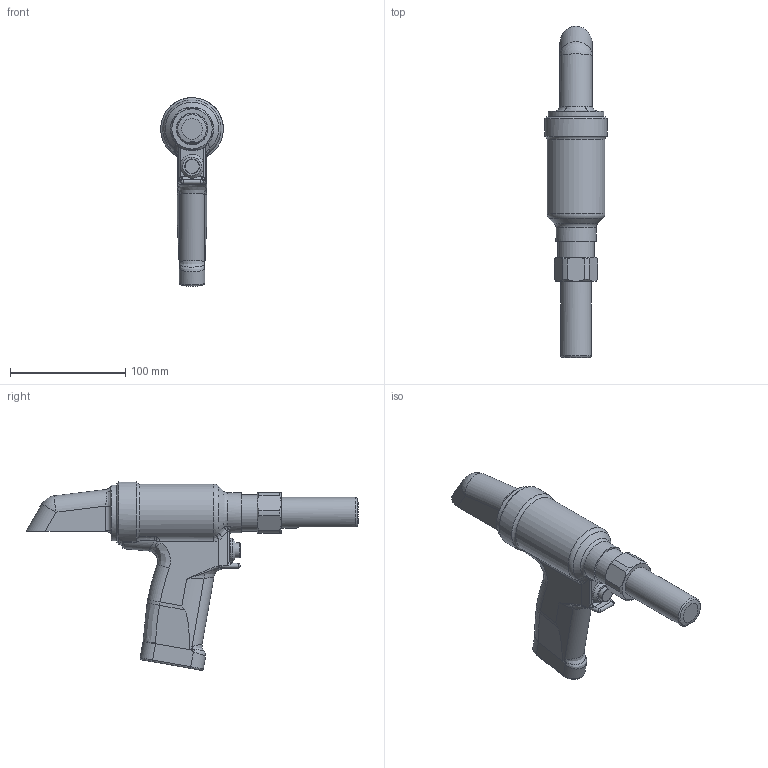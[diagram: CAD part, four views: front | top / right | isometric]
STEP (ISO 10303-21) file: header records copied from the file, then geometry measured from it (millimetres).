
FILE_DESCRIPTION(/* description */ (''),/* implementation_level */ '2;1');
FILE_NAME(/* name */ '2580_99-100-245_CLR.stp',/* time_stamp */ '2010-01-06T21:49:06-05:00',/* author */ (''),/* organization */ (''),/* preprocessor_version */ 'ST-DEVELOPER v11',/* originating_system */ 'SIEMENS UGS NX 6.0',/* authorisation */ '');
FILE_SCHEMA (('CONFIG_CONTROL_DESIGN'));
Length unit declared in the file: inch
Products named in the file (2): 99_100_245_CLR_stp; 2580_CLR_stp
Assembly tree (1 placements, depth 2):
  2580_CLR_stp
    99_100_245_CLR_stp
Bounding box: 54.22 x 287.75 x 163.5 mm (x, y, z)
Volume: 479097.4 mm3; surface area: 61189.3 mm2
Topology: 3 solids, 3 shells, 209 faces, 517 edges, 303 vertices
Faces by surface type: bspline 78, cylinder 54, plane 47, torus 16, cone 12, sphere 1, revolution 1
Full cylindrical faces by diameter (mm): 12.7 x1, 20.625 x1, 24.194 x1, 26.861 x1, 26.949 x1, 27.165 x1, 27.368 x1, 29.718 x1, 29.782 x1, 30.353 x1, 31.636 x1, 34.734 x1, 48.387 x1, 54.293 x1
Entity records: 8434 total; most frequent: CARTESIAN_POINT 4162, ORIENTED_EDGE 920, DIRECTION 706, EDGE_CURVE 460, AXIS2_PLACEMENT_3D 302, VERTEX_POINT 290, EDGE_LOOP 245, ADVANCED_FACE 209
